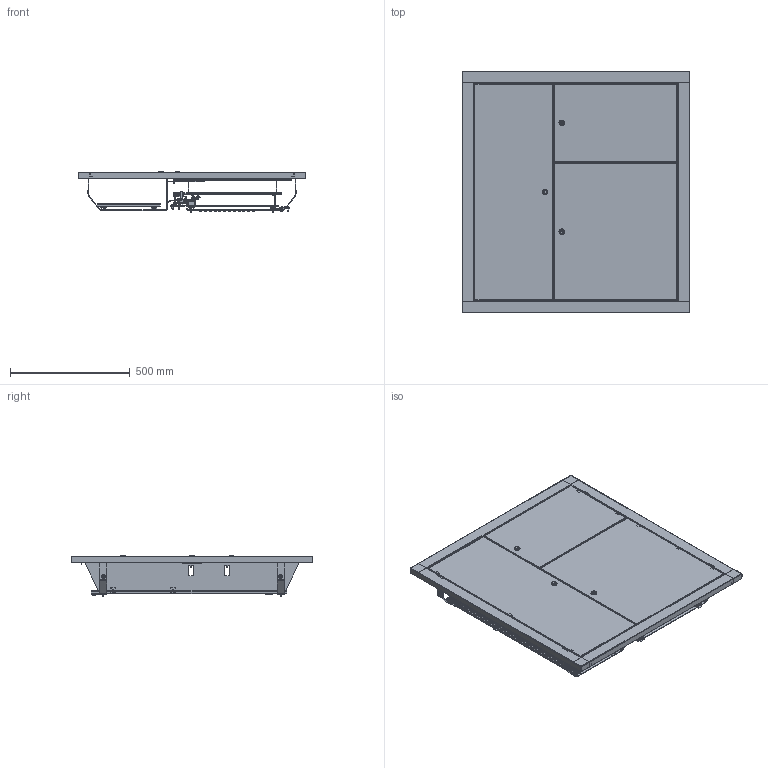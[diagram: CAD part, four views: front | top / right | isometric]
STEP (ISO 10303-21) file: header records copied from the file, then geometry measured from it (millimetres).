
FILE_DESCRIPTION (( 'STEP AP214' ), '1' );
FILE_NAME ('mb10-v-4zs ÙÝ4 êâ. ñëàáîòî÷êà ñëåâà áåç îêîí.STEP', '2021-11-25T14:11:05', ( '' ), ( '' ), 'SwSTEP 2.0', 'SolidWorks 2021', '' );
FILE_SCHEMA (( 'AUTOMOTIVE_DESIGN' ));
Length unit declared in the file: millimetre
Products named in the file (61): ﾙﾝ7-ﾇ.02.01.000 ﾄ粢_00; ÙÝ7.11.00.005 Øèíêà PE_01; ÙÝ7.01.00.006 Ïåòëÿ_00; Âèíò Ì4 ÃÎÑÒ17473-78_4å10; ÙÝ7-Ç.04.00.000 Äâåðü ñëàáîòî÷íîãî îòñåêà_00; ÙÝ7-Ç.01.00.003 Ïåðåãîðîäêà_00; 剒蜲錪 52擤; Øïëèíò ÃÎÑÒ 397-79_2å16.016; ﾙﾝ7-ﾇ.04.01.000 ﾄ粢_00; ÙÝ7.10.00.005 Øèíêà PE_00; ÙÝ7-Ç.01.00.000 Êàðêàñ_00; ÙÝ7-Ç.02.00.000 Äâåðü ðàñïðåäåëèòåëüíîãî îòñåêà._00; 欼7.02.00.002 栴鍕趌00; Ïðîêëàäêà; Áîëò Ì8 ÃÎÑÒ 7798-70_Œ8å40 8.8.; 剒蜲錪 45擤; ÙÝ7.10.00.000 Êîëîäêà PE è N ñáîðíàÿ_00; 欼7.00.00.005 扰鍙欙樥燲00; ÙÝ7.01.00.001 Ñòîéêà âåðòèêàëüíàÿ_00; ÙÝ7-Ç.00.00.002 Ýêðàí çàùèòíûé_00; Ïðîêëàäêà ìåòàëëè÷åñêàÿ 2; ÙÝ7.00.00.004 Ãàéêà çàêëàäíàÿ_00; 佥7.04.00.001 拟屦黖00; Âèíò Ì5 ÃÎÑÒ17473-78_5å16; Washer 6402_3_gost_丐ｩ｡ 2 6 ヮ葬 6402-70; 欼7.00.00.006 扰鍙欙樥燲00; ÙÝ7.11.00.000 Êîëîäêà PE è N ñáîðíàÿ_01; pan head cross recess screw_din_ISO 7045 - M4 x 6 - Z --- 6N; Òåëî çàìêà; ﾙﾝ1-ﾇ.00.00.000 ﾙ頸 跫隆_04 劑 4 ｪ｢. ｡･ｧ ｮｪｮｭ; ÙÝ7.10.00.002 Øèíêà N_00; 佥7.02.00.001 拟屦黖00; ﾘ琺矜 65ﾃ 019 ﾃﾎﾑﾒ 6402-70_8; 佥7.05.00.001 橡铘桦黖00; 佥7.00.00.001 脏朦囗咫黖00; Äèí-ðåéêà TS 35õ7,5_450; 佥7.00.00.003 橡铘桦黖00; ﾘ琺矜 01.019 ﾃﾎﾑﾒ11371-78_5; ÙÝ7.05.00.003 Ïëàñòèíà ïîïåðå÷íàÿ_00; 欼7.01.00.004 扰鍙欙樥燲00 ...
Assembly tree (184 placements, depth 5):
  mb10-v-4zs ÙÝ4 êâ. ñëàáîòî÷êà ñëåâà áåç îêîí
    ﾙﾝ1-ﾇ.00.00.000 ﾙ頸 跫隆_04 劑 4 ｪ｢. ｡･ｧ ｮｪｮｭ
      ÙÝ7-Ç.01.00.000 Êàðêàñ_00
        ÙÝ7.01.00.001 Ñòîéêà âåðòèêàëüíàÿ_00  x2
        欼7.01.00.002 砐櫇謥玁縺_00  x2
        欼7.01.00.004 扰鍙欙樥燲00  x2
        ÙÝ7-Ç.01.00.003 Ïåðåãîðîäêà_00
        佥7.01.00.005 橡铘桦黖00  x2
        ÙÝ7.01.00.006 Ïåòëÿ_00  x8
      ÙÝ7-Ç.02.00.000 Äâåðü ðàñïðåäåëèòåëüíîãî îòñåêà._00
        ﾙﾝ7-ﾇ.02.01.000 ﾄ粢_00
          佥7.02.00.001 拟屦黖00
          欼7.02.00.002 栴鍕趌00  x2
        ����� ��������_������ 45��
          Òåëî çàìêà
          Ïðîêëàäêà ìåòàëëè÷åñêàÿ
          剒蜲錪 45擤
          Washer 6402_3_gost_丐ｩ｡ 2 6 ヮ葬 6402-70
          Ïðîêëàäêà
          pan head cross recess screw_din_ISO 7045 - M4 x 6 - Z --- 6N
          Ïðîêëàäêà ìåòàëëè÷åñêàÿ 2
          Ãàéêà
          Âíóòðåííåå òåëî çàìêà
          剒蜲錪 52擤
      ÙÝ7-Ç.04.00.000 Äâåðü ñëàáîòî÷íîãî îòñåêà_00
        ﾙﾝ7-ﾇ.04.01.000 ﾄ粢_00
          佥7.04.00.001 拟屦黖00
          欼7.02.00.002 栴鍕趌00  x3
        ����� ��������_������ 45��
          Òåëî çàìêà
          Ïðîêëàäêà ìåòàëëè÷åñêàÿ
          剒蜲錪 45擤
          Washer 6402_3_gost_丐ｩ｡ 2 6 ヮ葬 6402-70
          Ïðîêëàäêà
          pan head cross recess screw_din_ISO 7045 - M4 x 6 - Z --- 6N
          Ïðîêëàäêà ìåòàëëè÷åñêàÿ 2
          Ãàéêà
          Âíóòðåííåå òåëî çàìêà
          剒蜲錪 52擤
      ��1_�.03.00.000 ����� �������� ������_04 �� 4 ��. ��� ����
        ﾙﾝ1-ﾇ.03.01.000 ﾄ粢_04 劑 4 ｪ｢. ｡･ｧ ｮｪｮｭ
          ﾙﾝ1-ﾇ.03.00.001 ﾄ粢_04 劑 4 ｪ｢. ｡･ｧ ｮｪｮｭ
          欼7.02.00.002 栴鍕趌00  x3
        ����� ��������_������ 45��
          Òåëî çàìêà
          Ïðîêëàäêà ìåòàëëè÷åñêàÿ
          剒蜲錪 45擤
          Washer 6402_3_gost_丐ｩ｡ 2 6 ヮ葬 6402-70
          Ïðîêëàäêà
          pan head cross recess screw_din_ISO 7045 - M4 x 6 - Z --- 6N
          Ïðîêëàäêà ìåòàëëè÷åñêàÿ 2
          Ãàéêà
          Âíóòðåííåå òåëî çàìêà
          剒蜲錪 52擤
      ÙÝ7.05.00.000 Ðàìà ìîíòàæíàÿ_00
        佥7.05.00.001 橡铘桦黖00  x2
        ÙÝ7.05.00.002 Ïëàñòèíà ïîïåðå÷íàÿ_00
        ÙÝ7.05.00.003 Ïëàñòèíà ïîïåðå÷íàÿ_00
      佥7.00.00.003 橡铘桦黖00  x2
      ÙÝ7.00.00.004 Ãàéêà çàêëàäíàÿ_00  x14
Bounding box: 950 x 1010 x 171.9 mm (x, y, z)
Volume: 2267954.9 mm3; surface area: 4065360.4 mm2
Topology: 190 solids, 190 shells, 4541 faces, 10849 edges, 6803 vertices
Faces by surface type: plane 2469, cylinder 1545, cone 236, torus 120, sphere 104, bspline 67
Entity records: 63203 total; most frequent: CARTESIAN_POINT 15675, DIRECTION 8889, ORIENTED_EDGE 8712, EDGE_CURVE 4356, AXIS2_PLACEMENT_3D 3153, VERTEX_POINT 2864, LINE 2583, VECTOR 2583
